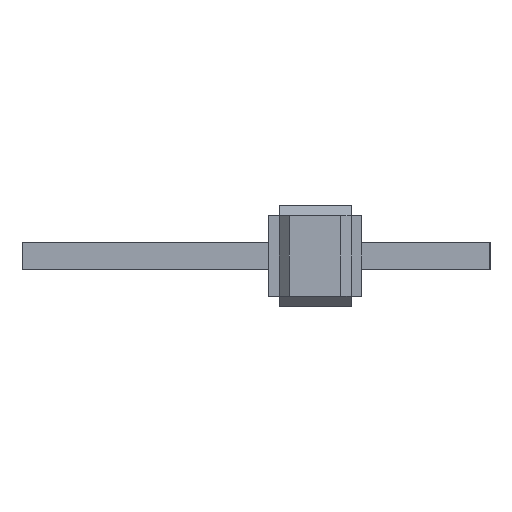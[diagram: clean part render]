
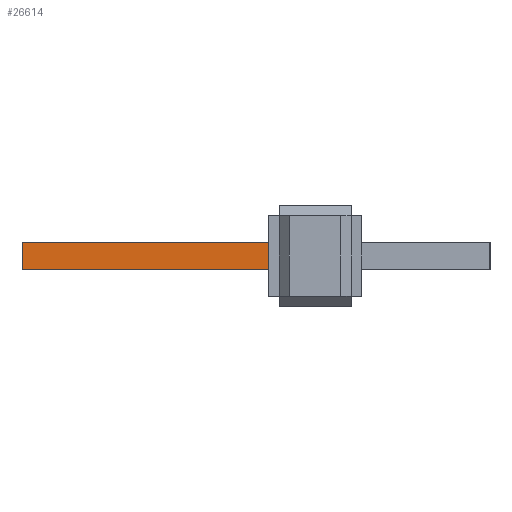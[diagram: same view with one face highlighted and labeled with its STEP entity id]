
A CAD part, left-side view. The second image highlights one B-rep face of the part: STEP entity #26614.
In plain terms, the highlighted planar face has unit normal (-1, 0, 0).
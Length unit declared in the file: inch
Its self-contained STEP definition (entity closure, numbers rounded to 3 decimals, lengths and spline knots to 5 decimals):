
#3565=DIRECTION('',(0.,0.,1.));
#3566=VECTOR('',#3565,0.0265);
#3567=CARTESIAN_POINT('',(-1.16325,0.08,-0.01325));
#3568=LINE('',#3567,#3566);
#9293=DIRECTION('',(0.,-1.,0.));
#9294=VECTOR('',#9293,0.25);
#9295=CARTESIAN_POINT('',(-1.16325,0.33,-0.01325));
#9296=LINE('',#9295,#9294);
#9297=DIRECTION('',(0.,0.,-1.));
#9298=VECTOR('',#9297,0.0265);
#9299=CARTESIAN_POINT('',(-1.16325,0.33,0.01325));
#9300=LINE('',#9299,#9298);
#9301=DIRECTION('',(0.,1.,0.));
#9302=VECTOR('',#9301,0.25);
#9303=CARTESIAN_POINT('',(-1.16325,0.08,0.01325));
#9304=LINE('',#9303,#9302);
#14165=CARTESIAN_POINT('',(-1.16325,0.33,0.01325));
#14166=CARTESIAN_POINT('',(-1.16325,0.33,-0.01325));
#14167=VERTEX_POINT('',#14165);
#14168=VERTEX_POINT('',#14166);
#14173=CARTESIAN_POINT('',(-1.16325,0.08,-0.01325));
#14174=CARTESIAN_POINT('',(-1.16325,0.08,0.01325));
#14175=VERTEX_POINT('',#14173);
#14176=VERTEX_POINT('',#14174);
#26601=CARTESIAN_POINT('',(-1.16325,0.,0.));
#26602=DIRECTION('',(-1.,0.,0.));
#26603=DIRECTION('',(0.,0.,1.));
#26604=AXIS2_PLACEMENT_3D('',#26601,#26602,#26603);
#26605=PLANE('',#26604);
#26606=ORIENTED_EDGE('',*,*,#18280,.F.);
#26608=ORIENTED_EDGE('',*,*,#26607,.F.);
#26610=ORIENTED_EDGE('',*,*,#26609,.F.);
#26611=ORIENTED_EDGE('',*,*,#26593,.F.);
#26612=EDGE_LOOP('',(#26606,#26608,#26610,#26611));
#26613=FACE_OUTER_BOUND('',#26612,.F.);
#26614=ADVANCED_FACE('',(#26613),#26605,.T.);
#18280=EDGE_CURVE('',#14175,#14176,#3568,.T.);
#26593=EDGE_CURVE('',#14176,#14167,#9304,.T.);
#26607=EDGE_CURVE('',#14168,#14175,#9296,.T.);
#26609=EDGE_CURVE('',#14167,#14168,#9300,.T.);
